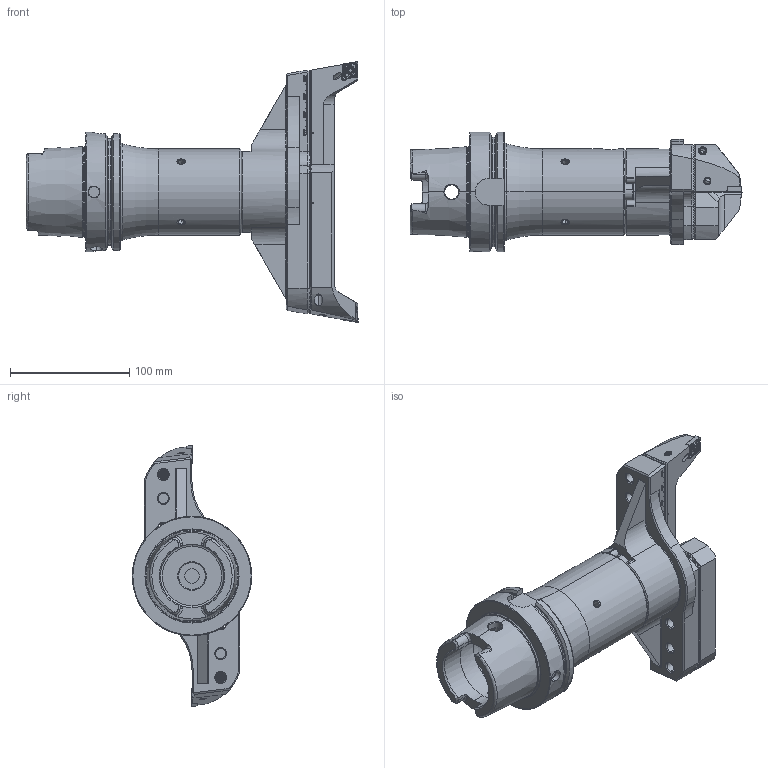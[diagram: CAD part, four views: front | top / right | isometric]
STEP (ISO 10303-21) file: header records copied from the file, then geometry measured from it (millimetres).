
FILE_DESCRIPTION (( 'STEP AP203' ), '1' );
FILE_NAME ('D32-Z02.219.098.STEP', '2017-03-23T15:28:12', ( 'SWIAdmin' ), ( 'Hewlett-Packard Company' ), 'SwSTEP 2.0', 'SolidWorks 2015', '' );
FILE_SCHEMA (( 'CONFIG_CONTROL_DESIGN' ));
Length unit declared in the file: millimetre
Products named in the file (14): D32-ER1.002.035_A; DIN 7984 - M10 x 25; HA0-D32.K01.130_A_Fertigbearbeitung; Z02-WCC.B11.050_A; Gewindestange-M6x52; ISO 4026 - M6 x 6; Zylinderstift Ø6x12; KVT_MB_600_060; D32-Z02.219.098; CCMT120404; WCC-ER2.001.010_A; Z02-WCC.B11.050_Vorne geschlossen; D32-ER2.001.022_B; D32-Z00.219.098_A
Assembly tree (20 placements, depth 3):
  D32-Z02.219.098
    D32-Z00.219.098_A
    DIN 7984 - M10 x 25  x4
    Z02-WCC.B11.050_Vorne geschlossen  x2
      Z02-WCC.B11.050_A
      ISO 4026 - M6 x 6
      KVT_MB_600_060
      CCMT120404
      WCC-ER2.001.010_A
    D32-ER2.001.022_B  x2
    D32-ER1.002.035_A
    HA0-D32.K01.130_A_Fertigbearbeitung
    Gewindestange-M6x52  x2
    Zylinderstift Ø6x12  x2
Bounding box: 277.9 x 100 x 218.49 mm (x, y, z)
Volume: 1167997.9 mm3; surface area: 205848.6 mm2
Topology: 25 solids, 25 shells, 2904 faces, 7862 edges, 5014 vertices
Faces by surface type: plane 1515, cylinder 553, cone 370, bspline 332, torus 128, sphere 6
Entity records: 98349 total; most frequent: CARTESIAN_POINT 40467, ORIENTED_EDGE 12916, DIRECTION 9866, EDGE_CURVE 6458, VERTEX_POINT 4186, VECTOR 3870, LINE 3870, AXIS2_PLACEMENT_3D 2998
